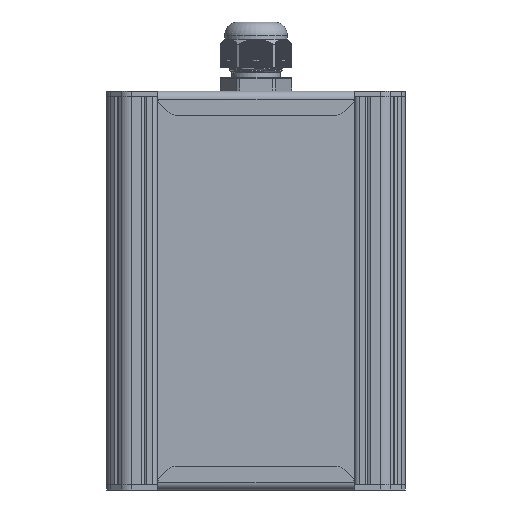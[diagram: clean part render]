
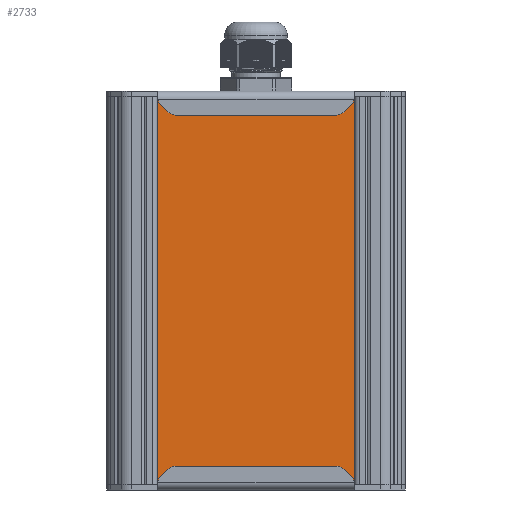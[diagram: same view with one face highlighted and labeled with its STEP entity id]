
A CAD part, front view. The second image highlights one B-rep face of the part: STEP entity #2733.
In plain terms, the highlighted face is planar.
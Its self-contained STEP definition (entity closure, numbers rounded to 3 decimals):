
#2733=ADVANCED_FACE('',(#12751),#12753,.T.);
#12751=FACE_BOUND('',#12752,.T.);
#12752=EDGE_LOOP('',(#24573,#24574,#24575,#24576));
#12753=PLANE('',#12754);
#12754=AXIS2_PLACEMENT_3D('',#12755,#12756,#12757);
#12755=CARTESIAN_POINT('',(120.465,593.492,117.308));
#12756=DIRECTION('',(0.,0.,-1.));
#12757=DIRECTION('',(0.,1.,0.));
#24573=ORIENTED_EDGE('',*,*,#30885,.T.);
#24574=ORIENTED_EDGE('',*,*,#30884,.T.);
#24575=ORIENTED_EDGE('',*,*,#30886,.T.);
#24576=ORIENTED_EDGE('',*,*,#30887,.F.);
#30884=EDGE_CURVE('',#36368,#36373,#36375,.T.);
#30885=EDGE_CURVE('',#36376,#36368,#36377,.F.);
#30886=EDGE_CURVE('',#36373,#36378,#36379,.T.);
#30887=EDGE_CURVE('',#36376,#36378,#36380,.T.);
#36368=VERTEX_POINT('',#54966);
#36373=VERTEX_POINT('',#54975);
#36375=LINE('',#54979,#54980);
#36376=VERTEX_POINT('',#54982);
#36377=LINE('',#54983,#54984);
#36378=VERTEX_POINT('',#54986);
#36379=LINE('',#54987,#54988);
#36380=LINE('',#54990,#54991);
#54966=CARTESIAN_POINT('',(195.465,679.838,117.308));
#54975=CARTESIAN_POINT('',(341.465,679.838,117.308));
#54979=CARTESIAN_POINT('',(195.465,679.838,117.308));
#54980=VECTOR('',#54981,1.);
#54981=DIRECTION('',(1.,0.,0.));
#54982=CARTESIAN_POINT('',(195.465,593.492,117.308));
#54983=CARTESIAN_POINT('',(195.465,679.838,117.308));
#54984=VECTOR('',#54985,1.);
#54985=DIRECTION('',(0.,-1.,0.));
#54986=CARTESIAN_POINT('',(341.465,593.492,117.308));
#54987=CARTESIAN_POINT('',(341.465,679.838,117.308));
#54988=VECTOR('',#54989,1.);
#54989=DIRECTION('',(0.,-1.,0.));
#54990=CARTESIAN_POINT('',(195.465,593.492,117.308));
#54991=VECTOR('',#54992,1.);
#54992=DIRECTION('',(1.,0.,0.));
